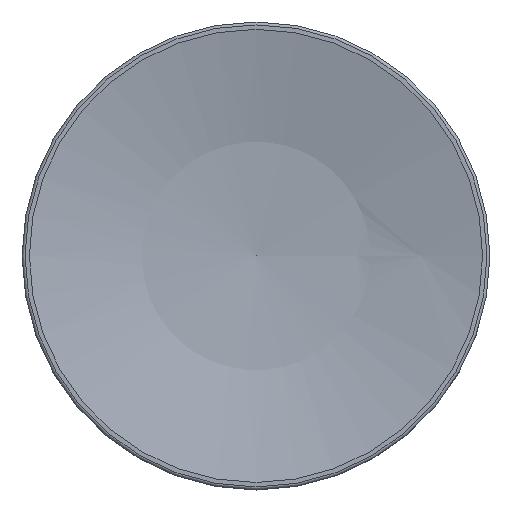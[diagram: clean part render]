
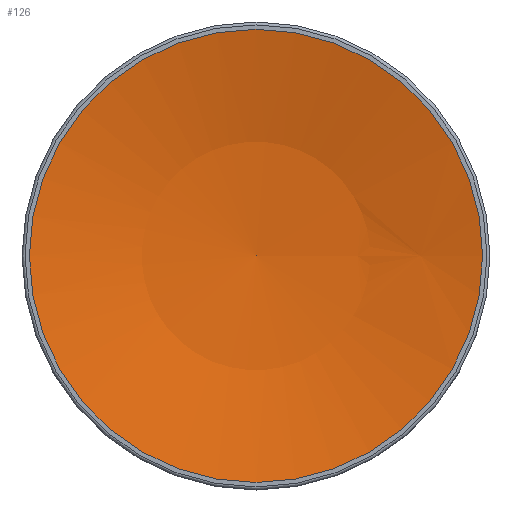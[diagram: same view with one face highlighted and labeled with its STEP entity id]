
A CAD part, top view. The second image highlights one B-rep face of the part: STEP entity #126.
In plain terms, the highlighted spherical face has radius 30.531 mm.
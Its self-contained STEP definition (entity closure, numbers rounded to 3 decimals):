
#126 = ADVANCED_FACE( '', ( #269 ), #270, .F. );
#269 = FACE_OUTER_BOUND( '', #427, .T. );
#270 = SPHERICAL_SURFACE( '', #428, 30.531 );
#427 = EDGE_LOOP( '', ( #708 ) );
#428 = AXIS2_PLACEMENT_3D( '', #709, #710, #711 );
#708 = ORIENTED_EDGE( '', *, *, #867, .T. );
#709 = CARTESIAN_POINT( '', ( 0., 0., 42.631 ) );
#710 = DIRECTION( '', ( 0., 0., 1. ) );
#711 = DIRECTION( '', ( 1., 0., 0. ) );
#867 = EDGE_CURVE( '', #1015, #1015, #1016, .T. );
#1015 = VERTEX_POINT( '', #1233 );
#1016 = CIRCLE( '', #1234, 7.75 );
#1233 = CARTESIAN_POINT( '', ( 7.75, 0., 13.1 ) );
#1234 = AXIS2_PLACEMENT_3D( '', #1494, #1495, #1496 );
#1494 = CARTESIAN_POINT( '', ( 0., 0., 13.1 ) );
#1495 = DIRECTION( '', ( 0., 0., 1. ) );
#1496 = DIRECTION( '', ( 1., 0., 0. ) );
